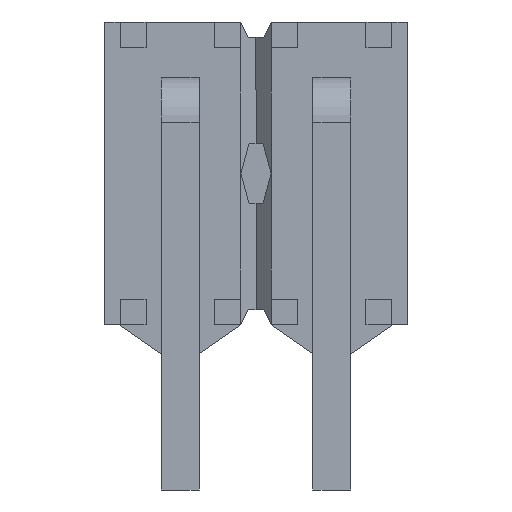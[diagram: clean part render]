
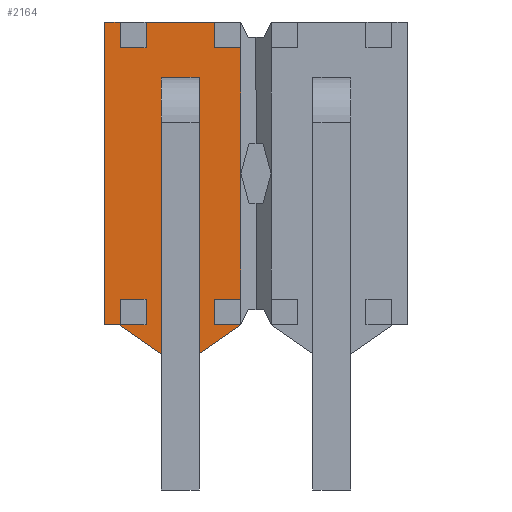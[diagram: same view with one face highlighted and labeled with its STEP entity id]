
A CAD part, front view. The second image highlights one B-rep face of the part: STEP entity #2164.
In plain terms, the highlighted planar face has unit normal (0, -1, 0).
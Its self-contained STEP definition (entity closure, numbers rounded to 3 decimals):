
#264 = VERTEX_POINT('',#265);
#265 = CARTESIAN_POINT('',(0.254,0.508,0.));
#271 = EDGE_CURVE('',#264,#272,#274,.T.);
#272 = VERTEX_POINT('',#273);
#273 = CARTESIAN_POINT('',(0.254,0.508,2.108));
#274 = LINE('',#275,#276);
#275 = CARTESIAN_POINT('',(0.254,0.508,5.08));
#276 = VECTOR('',#277,1.);
#277 = DIRECTION('',(0.,0.,1.));
#280 = VERTEX_POINT('',#281);
#281 = CARTESIAN_POINT('',(0.254,0.508,2.54));
#309 = EDGE_CURVE('',#310,#264,#312,.T.);
#310 = VERTEX_POINT('',#311);
#311 = CARTESIAN_POINT('',(0.254,0.508,-2.108));
#312 = LINE('',#313,#314);
#313 = CARTESIAN_POINT('',(0.254,0.508,5.08));
#314 = VECTOR('',#315,1.);
#315 = DIRECTION('',(0.,0.,1.));
#586 = VERTEX_POINT('',#587);
#587 = CARTESIAN_POINT('',(2.54,0.508,-2.54));
#593 = EDGE_CURVE('',#594,#586,#596,.T.);
#594 = VERTEX_POINT('',#595);
#595 = CARTESIAN_POINT('',(2.276,0.508,-2.54));
#596 = LINE('',#597,#598);
#597 = CARTESIAN_POINT('',(2.54,0.508,-2.54));
#598 = VECTOR('',#599,1.);
#599 = DIRECTION('',(1.,0.,0.));
#618 = VERTEX_POINT('',#619);
#619 = CARTESIAN_POINT('',(1.844,0.508,-2.54));
#625 = EDGE_CURVE('',#626,#618,#628,.T.);
#626 = VERTEX_POINT('',#627);
#627 = CARTESIAN_POINT('',(0.696,0.508,-2.54));
#628 = LINE('',#629,#630);
#629 = CARTESIAN_POINT('',(2.54,0.508,-2.54));
#630 = VECTOR('',#631,1.);
#631 = DIRECTION('',(1.,0.,0.));
#1082 = VERTEX_POINT('',#1083);
#1083 = CARTESIAN_POINT('',(2.276,0.508,2.108));
#1089 = EDGE_CURVE('',#1090,#1082,#1092,.T.);
#1090 = VERTEX_POINT('',#1091);
#1091 = CARTESIAN_POINT('',(2.276,0.508,2.54));
#1092 = LINE('',#1093,#1094);
#1093 = CARTESIAN_POINT('',(2.276,0.508,5.08));
#1094 = VECTOR('',#1095,1.);
#1095 = DIRECTION('',(0.,0.,-1.));
#1111 = EDGE_CURVE('',#1112,#594,#1114,.T.);
#1112 = VERTEX_POINT('',#1113);
#1113 = CARTESIAN_POINT('',(2.276,0.508,-2.108));
#1114 = LINE('',#1115,#1116);
#1115 = CARTESIAN_POINT('',(2.276,0.508,5.08));
#1116 = VECTOR('',#1117,1.);
#1117 = DIRECTION('',(0.,0.,-1.));
#1245 = EDGE_CURVE('',#1246,#1248,#1250,.T.);
#1246 = VERTEX_POINT('',#1247);
#1247 = CARTESIAN_POINT('',(1.844,0.508,2.54));
#1248 = VERTEX_POINT('',#1249);
#1249 = CARTESIAN_POINT('',(1.844,0.508,2.108));
#1250 = LINE('',#1251,#1252);
#1251 = CARTESIAN_POINT('',(1.844,0.508,5.08));
#1252 = VECTOR('',#1253,1.);
#1253 = DIRECTION('',(0.,0.,-1.));
#1278 = VERTEX_POINT('',#1279);
#1279 = CARTESIAN_POINT('',(1.844,0.508,-2.108));
#1285 = EDGE_CURVE('',#1278,#618,#1286,.T.);
#1286 = LINE('',#1287,#1288);
#1287 = CARTESIAN_POINT('',(1.844,0.508,5.08));
#1288 = VECTOR('',#1289,1.);
#1289 = DIRECTION('',(0.,0.,-1.));
#1302 = VERTEX_POINT('',#1303);
#1303 = CARTESIAN_POINT('',(0.696,0.508,2.108));
#1309 = EDGE_CURVE('',#1310,#1302,#1312,.T.);
#1310 = VERTEX_POINT('',#1311);
#1311 = CARTESIAN_POINT('',(0.696,0.508,2.54));
#1312 = LINE('',#1313,#1314);
#1313 = CARTESIAN_POINT('',(0.696,0.508,5.08));
#1314 = VECTOR('',#1315,1.);
#1315 = DIRECTION('',(0.,0.,-1.));
#1331 = EDGE_CURVE('',#1332,#626,#1334,.T.);
#1332 = VERTEX_POINT('',#1333);
#1333 = CARTESIAN_POINT('',(0.696,0.508,-2.108));
#1334 = LINE('',#1335,#1336);
#1335 = CARTESIAN_POINT('',(0.696,0.508,5.08));
#1336 = VECTOR('',#1337,1.);
#1337 = DIRECTION('',(0.,0.,-1.));
#1358 = EDGE_CURVE('',#1246,#1090,#1359,.T.);
#1359 = LINE('',#1360,#1361);
#1360 = CARTESIAN_POINT('',(-2.54,0.508,2.54));
#1361 = VECTOR('',#1362,1.);
#1362 = DIRECTION('',(1.,0.,0.));
#1373 = EDGE_CURVE('',#280,#1310,#1374,.T.);
#1374 = LINE('',#1375,#1376);
#1375 = CARTESIAN_POINT('',(-2.54,0.508,2.54));
#1376 = VECTOR('',#1377,1.);
#1377 = DIRECTION('',(1.,0.,0.));
#1426 = VERTEX_POINT('',#1427);
#1427 = CARTESIAN_POINT('',(1.588,0.508,0.927));
#1433 = EDGE_CURVE('',#1426,#1434,#1436,.T.);
#1434 = VERTEX_POINT('',#1435);
#1435 = CARTESIAN_POINT('',(1.588,0.508,1.143));
#1436 = LINE('',#1437,#1438);
#1437 = CARTESIAN_POINT('',(1.588,0.508,1.562));
#1438 = VECTOR('',#1439,1.);
#1439 = DIRECTION('',(0.,0.,1.));
#1506 = VERTEX_POINT('',#1507);
#1507 = CARTESIAN_POINT('',(0.953,0.508,1.143));
#1513 = EDGE_CURVE('',#1506,#1514,#1516,.T.);
#1514 = VERTEX_POINT('',#1515);
#1515 = CARTESIAN_POINT('',(0.953,0.508,0.927));
#1516 = LINE('',#1517,#1518);
#1517 = CARTESIAN_POINT('',(0.953,0.508,0.927));
#1518 = VECTOR('',#1519,1.);
#1519 = DIRECTION('',(0.,0.,-1.));
#1584 = EDGE_CURVE('',#1514,#1426,#1585,.T.);
#1585 = LINE('',#1586,#1587);
#1586 = CARTESIAN_POINT('',(1.588,0.508,0.927));
#1587 = VECTOR('',#1588,1.);
#1588 = DIRECTION('',(1.,0.,0.));
#1608 = VERTEX_POINT('',#1609);
#1609 = CARTESIAN_POINT('',(0.953,0.508,-1.613));
#1615 = EDGE_CURVE('',#1608,#1616,#1618,.T.);
#1616 = VERTEX_POINT('',#1617);
#1617 = CARTESIAN_POINT('',(1.588,0.508,-1.613));
#1618 = LINE('',#1619,#1620);
#1619 = CARTESIAN_POINT('',(1.588,0.508,-1.613));
#1620 = VECTOR('',#1621,1.);
#1621 = DIRECTION('',(1.,0.,0.));
#1646 = EDGE_CURVE('',#1616,#1647,#1649,.T.);
#1647 = VERTEX_POINT('',#1648);
#1648 = CARTESIAN_POINT('',(1.588,0.508,-0.978));
#1649 = LINE('',#1650,#1651);
#1650 = CARTESIAN_POINT('',(1.588,0.508,-0.978));
#1651 = VECTOR('',#1652,1.);
#1652 = DIRECTION('',(0.,0.,1.));
#1677 = EDGE_CURVE('',#1647,#1678,#1680,.T.);
#1678 = VERTEX_POINT('',#1679);
#1679 = CARTESIAN_POINT('',(0.953,0.508,-0.978));
#1680 = LINE('',#1681,#1682);
#1681 = CARTESIAN_POINT('',(0.953,0.508,-0.978));
#1682 = VECTOR('',#1683,1.);
#1683 = DIRECTION('',(-1.,0.,0.));
#1832 = EDGE_CURVE('',#1678,#1608,#1833,.T.);
#1833 = LINE('',#1834,#1835);
#1834 = CARTESIAN_POINT('',(0.953,0.508,-1.613));
#1835 = VECTOR('',#1836,1.);
#1836 = DIRECTION('',(0.,0.,-1.));
#1875 = EDGE_CURVE('',#1876,#1878,#1880,.T.);
#1876 = VERTEX_POINT('',#1877);
#1877 = CARTESIAN_POINT('',(2.54,0.508,2.54));
#1878 = VERTEX_POINT('',#1879);
#1879 = CARTESIAN_POINT('',(2.286,0.508,2.54));
#1880 = LINE('',#1881,#1882);
#1881 = CARTESIAN_POINT('',(-2.54,0.508,2.54));
#1882 = VECTOR('',#1883,1.);
#1883 = DIRECTION('',(-1.,0.,0.));
#1915 = EDGE_CURVE('',#586,#1876,#1916,.T.);
#1916 = LINE('',#1917,#1918);
#1917 = CARTESIAN_POINT('',(2.54,0.508,2.54));
#1918 = VECTOR('',#1919,1.);
#1919 = DIRECTION('',(0.,0.,1.));
#2121 = EDGE_CURVE('',#1434,#1506,#2122,.T.);
#2122 = LINE('',#2123,#2124);
#2123 = CARTESIAN_POINT('',(2.286,0.508,1.143));
#2124 = VECTOR('',#2125,1.);
#2125 = DIRECTION('',(-1.,0.,0.));
#2137 = EDGE_CURVE('',#2138,#2140,#2142,.T.);
#2138 = VERTEX_POINT('',#2139);
#2139 = CARTESIAN_POINT('',(0.942,0.508,3.023));
#2140 = VERTEX_POINT('',#2141);
#2141 = CARTESIAN_POINT('',(1.598,0.508,3.023));
#2142 = LINE('',#2143,#2144);
#2143 = CARTESIAN_POINT('',(0.942,0.508,3.023));
#2144 = VECTOR('',#2145,1.);
#2145 = DIRECTION('',(1.,0.,0.));
#2164 = ADVANCED_FACE('',(#2165,#2176,#2220,#2226),#2232,.F.);
#2165 = FACE_BOUND('',#2166,.T.);
#2166 = EDGE_LOOP('',(#2167,#2168,#2174,#2175));
#2167 = ORIENTED_EDGE('',*,*,#1089,.T.);
#2168 = ORIENTED_EDGE('',*,*,#2169,.T.);
#2169 = EDGE_CURVE('',#1082,#1248,#2170,.T.);
#2170 = LINE('',#2171,#2172);
#2171 = CARTESIAN_POINT('',(5.08,0.508,2.108));
#2172 = VECTOR('',#2173,1.);
#2173 = DIRECTION('',(-1.,0.,0.));
#2174 = ORIENTED_EDGE('',*,*,#1245,.F.);
#2175 = ORIENTED_EDGE('',*,*,#1358,.T.);
#2176 = FACE_BOUND('',#2177,.T.);
#2177 = EDGE_LOOP('',(#2178,#2184,#2185,#2186,#2187,#2193,#2194,#2195,
    #2196,#2197,#2203,#2204,#2210,#2211,#2212,#2218,#2219));
#2178 = ORIENTED_EDGE('',*,*,#2179,.F.);
#2179 = EDGE_CURVE('',#1332,#310,#2180,.T.);
#2180 = LINE('',#2181,#2182);
#2181 = CARTESIAN_POINT('',(5.08,0.508,-2.108));
#2182 = VECTOR('',#2183,1.);
#2183 = DIRECTION('',(-1.,0.,0.));
#2184 = ORIENTED_EDGE('',*,*,#1331,.T.);
#2185 = ORIENTED_EDGE('',*,*,#625,.T.);
#2186 = ORIENTED_EDGE('',*,*,#1285,.F.);
#2187 = ORIENTED_EDGE('',*,*,#2188,.F.);
#2188 = EDGE_CURVE('',#1112,#1278,#2189,.T.);
#2189 = LINE('',#2190,#2191);
#2190 = CARTESIAN_POINT('',(5.08,0.508,-2.108));
#2191 = VECTOR('',#2192,1.);
#2192 = DIRECTION('',(-1.,0.,0.));
#2193 = ORIENTED_EDGE('',*,*,#1111,.T.);
#2194 = ORIENTED_EDGE('',*,*,#593,.T.);
#2195 = ORIENTED_EDGE('',*,*,#1915,.T.);
#2196 = ORIENTED_EDGE('',*,*,#1875,.T.);
#2197 = ORIENTED_EDGE('',*,*,#2198,.F.);
#2198 = EDGE_CURVE('',#2140,#1878,#2199,.T.);
#2199 = LINE('',#2200,#2201);
#2200 = CARTESIAN_POINT('',(1.598,0.508,3.023));
#2201 = VECTOR('',#2202,1.);
#2202 = DIRECTION('',(0.819,0.,-0.574));
#2203 = ORIENTED_EDGE('',*,*,#2137,.F.);
#2204 = ORIENTED_EDGE('',*,*,#2205,.F.);
#2205 = EDGE_CURVE('',#280,#2138,#2206,.T.);
#2206 = LINE('',#2207,#2208);
#2207 = CARTESIAN_POINT('',(0.254,0.508,2.54));
#2208 = VECTOR('',#2209,1.);
#2209 = DIRECTION('',(0.819,0.,0.574));
#2210 = ORIENTED_EDGE('',*,*,#1373,.T.);
#2211 = ORIENTED_EDGE('',*,*,#1309,.T.);
#2212 = ORIENTED_EDGE('',*,*,#2213,.T.);
#2213 = EDGE_CURVE('',#1302,#272,#2214,.T.);
#2214 = LINE('',#2215,#2216);
#2215 = CARTESIAN_POINT('',(5.08,0.508,2.108));
#2216 = VECTOR('',#2217,1.);
#2217 = DIRECTION('',(-1.,0.,0.));
#2218 = ORIENTED_EDGE('',*,*,#271,.F.);
#2219 = ORIENTED_EDGE('',*,*,#309,.F.);
#2220 = FACE_BOUND('',#2221,.T.);
#2221 = EDGE_LOOP('',(#2222,#2223,#2224,#2225));
#2222 = ORIENTED_EDGE('',*,*,#2121,.F.);
#2223 = ORIENTED_EDGE('',*,*,#1433,.F.);
#2224 = ORIENTED_EDGE('',*,*,#1584,.F.);
#2225 = ORIENTED_EDGE('',*,*,#1513,.F.);
#2226 = FACE_BOUND('',#2227,.T.);
#2227 = EDGE_LOOP('',(#2228,#2229,#2230,#2231));
#2228 = ORIENTED_EDGE('',*,*,#1832,.F.);
#2229 = ORIENTED_EDGE('',*,*,#1677,.F.);
#2230 = ORIENTED_EDGE('',*,*,#1646,.F.);
#2231 = ORIENTED_EDGE('',*,*,#1615,.F.);
#2232 = PLANE('',#2233);
#2233 = AXIS2_PLACEMENT_3D('',#2234,#2235,#2236);
#2234 = CARTESIAN_POINT('',(0.,0.508,0.));
#2235 = DIRECTION('',(0.,1.,0.));
#2236 = DIRECTION('',(0.,-0.,1.));
